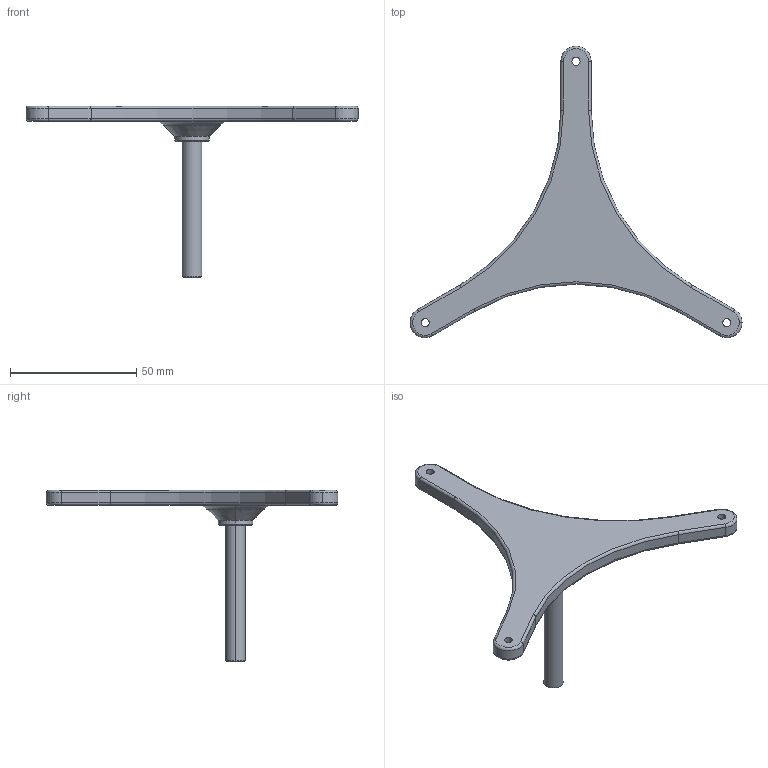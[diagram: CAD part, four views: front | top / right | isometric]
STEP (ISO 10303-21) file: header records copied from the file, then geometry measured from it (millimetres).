
FILE_DESCRIPTION (( 'STEP AP214' ), '1' );
FILE_NAME ('Bed_support.STEP', '2024-12-08T11:48:47', ( '' ), ( '' ), 'SwSTEP 2.0', 'SolidWorks 2024', '' );
FILE_SCHEMA (( 'AUTOMOTIVE_DESIGN' ));
Length unit declared in the file: millimetre
Products named in the file (1): Bed_support
Bounding box: 131.51 x 115.5 x 68 mm (x, y, z)
Volume: 25973.5 mm3; surface area: 11259.4 mm2
Topology: 1 solids, 1 shells, 90 faces, 209 edges, 128 vertices
Faces by surface type: cylinder 33, plane 33, torus 16, cone 8
Entity records: 2592 total; most frequent: DIRECTION 487, CARTESIAN_POINT 428, ORIENTED_EDGE 418, EDGE_CURVE 209, AXIS2_PLACEMENT_3D 187, VERTEX_POINT 128, LINE 113, VECTOR 113
